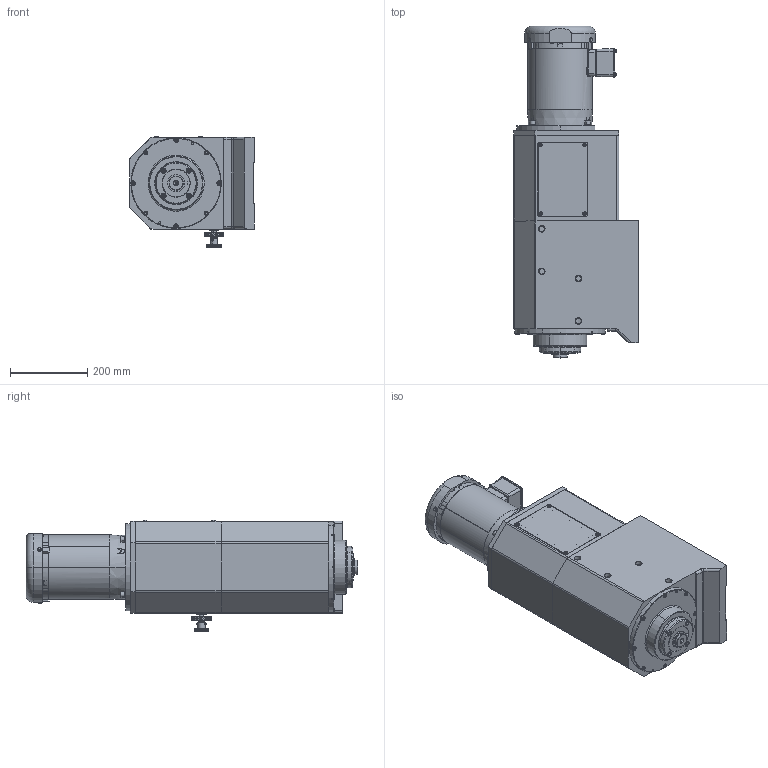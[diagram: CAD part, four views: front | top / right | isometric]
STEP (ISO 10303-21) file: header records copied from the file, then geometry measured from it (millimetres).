
FILE_DESCRIPTION (( 'STEP AP203' ), '1' );
FILE_NAME ('M23.STEP', '2016-01-13T21:36:02', ( '' ), ( '' ), 'SwSTEP 2.0', 'SolidWorks 2015', '' );
FILE_SCHEMA (( 'CONFIG_CONTROL_DESIGN' ));
Products named in the file (1): M23
Bounding box: 323.85 x 860.82 x 289.05 mm (x, y, z)
Surface area: 1276794.2 mm2 (no closed solid volume)
Topology: 0 solids, 234 shells, 1476 faces, 6371 edges, 5062 vertices
Faces by surface type: plane 725, cylinder 578, cone 109, torus 34, bspline 18, sphere 12
Entity records: 68427 total; most frequent: CARTESIAN_POINT 20507, DIRECTION 9288, ORIENTED_EDGE 8663, EDGE_CURVE 6367, VERTEX_POINT 5062, AXIS2_PLACEMENT_3D 3169, LINE 2950, VECTOR 2950
